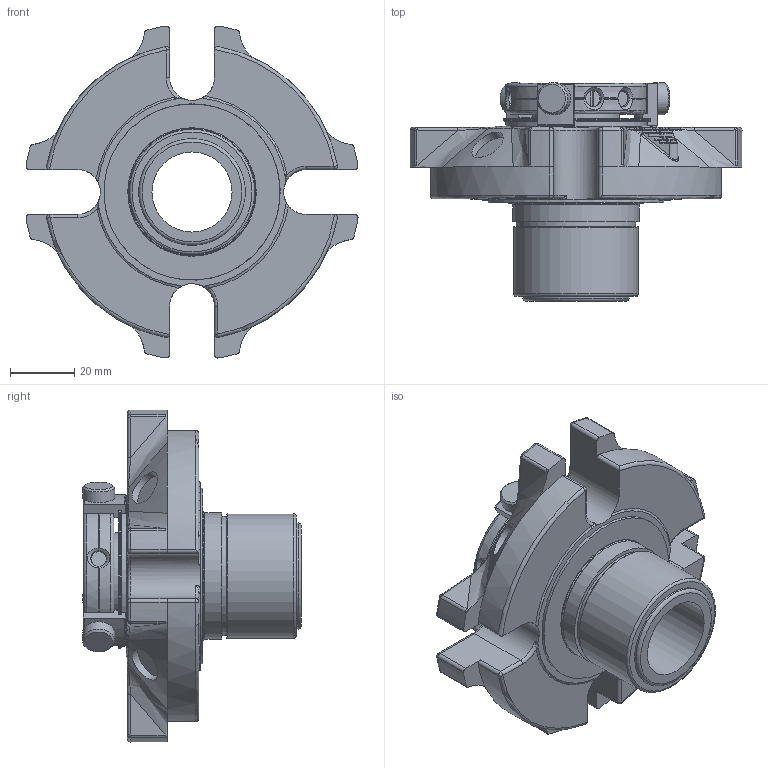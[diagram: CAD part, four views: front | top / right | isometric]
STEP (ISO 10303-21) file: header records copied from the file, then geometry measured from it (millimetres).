
FILE_DESCRIPTION(/* description */ ('Unknown'),/* implementation_level */ '2;1');
FILE_NAME(/* name */ '25mm',/* time_stamp */ '2023-02-20T16:38:35+00:00',/* author */ ('Unknown'),/* organization */ ('Unknown'),/* preprocessor_version */ 'ST-DEVELOPER v16.7',/* originating_system */ 'Solid Edge',/* authorisation */ 'Unknown');
FILE_SCHEMA (('AUTOMOTIVE_DESIGN {1 0 10303 214 3 1 1}'));
Length unit declared in the file: millimetre
Products named in the file (1): 25mm
Bounding box: 103.52 x 68.2 x 103.52 mm (x, y, z)
Volume: 150765.9 mm3; surface area: 36018.1 mm2
Topology: 1 solids, 1 shells, 490 faces, 1272 edges, 792 vertices
Faces by surface type: cylinder 174, plane 150, torus 64, cone 41, bspline 37, sphere 24
Full cylindrical faces by diameter (mm): 2.824 x1, 5 x5, 6 x3, 10 x3, 11.252 x3, 24.994 x1, 26.981 x1, 33.179 x1, 37.16 x1, 38.964 x1, 39.599 x1, 40.005 x1, 43.942 x3, 45.466 x1, 54.966 x1
Entity records: 18425 total; most frequent: CARTESIAN_POINT 3780, DIRECTION 2340, ORIENTED_EDGE 2314, EDGE_CURVE 1157, AXIS2_PLACEMENT_3D 954, VERTEX_POINT 744, EDGE_LOOP 573, FACE_BOUND 573
